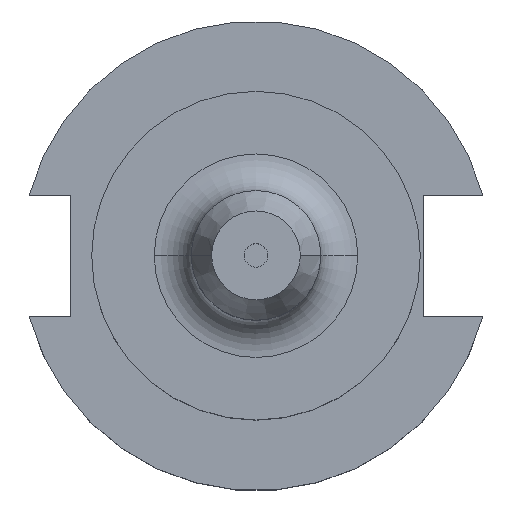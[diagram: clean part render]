
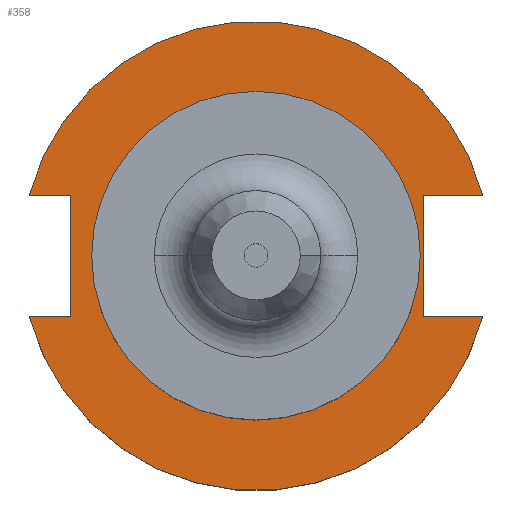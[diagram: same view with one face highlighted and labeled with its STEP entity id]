
A CAD part, top view. The second image highlights one B-rep face of the part: STEP entity #358.
In plain terms, the highlighted planar face has unit normal (0, 0, 1).
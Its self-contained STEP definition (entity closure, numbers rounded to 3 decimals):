
#22 = FACE_OUTER_BOUND ( 'NONE', #1505, .T. ) ;
#43 = CARTESIAN_POINT ( 'NONE',  ( -30.675, -8.191, 19.05 ) ) ;
#71 = DIRECTION ( 'NONE',  ( 1., 0., 0. ) ) ;
#82 = CARTESIAN_POINT ( 'NONE',  ( 0., 0., 19.05 ) ) ;
#102 = CARTESIAN_POINT ( 'NONE',  ( 22.225, 0., 19.05 ) ) ;
#105 = AXIS2_PLACEMENT_3D ( 'NONE', #193, #1553, #71 ) ;
#145 = VERTEX_POINT ( 'NONE', #1182 ) ;
#148 = ORIENTED_EDGE ( 'NONE', *, *, #1265, .F. ) ;
#167 = VECTOR ( 'NONE', #489, 1000. ) ;
#193 = CARTESIAN_POINT ( 'NONE',  ( 0., 0., 19.05 ) ) ;
#210 = ORIENTED_EDGE ( 'NONE', *, *, #1483, .F. ) ;
#247 = AXIS2_PLACEMENT_3D ( 'NONE', #82, #1206, #465 ) ;
#268 = LINE ( 'NONE', #1133, #426 ) ;
#273 = CARTESIAN_POINT ( 'NONE',  ( 22.606, 8.191, 19.05 ) ) ;
#313 = EDGE_CURVE ( 'NONE', #316, #1062, #1487, .T. ) ;
#316 = VERTEX_POINT ( 'NONE', #501 ) ;
#323 = ORIENTED_EDGE ( 'NONE', *, *, #484, .T. ) ;
#346 = EDGE_CURVE ( 'NONE', #1445, #1591, #645, .T. ) ;
#358 = ADVANCED_FACE ( 'NONE', ( #727, #22 ), #1464, .F. ) ;
#371 = EDGE_LOOP ( 'NONE', ( #679, #890 ) ) ;
#426 = VECTOR ( 'NONE', #1273, 1000. ) ;
#463 = ORIENTED_EDGE ( 'NONE', *, *, #313, .T. ) ;
#465 = DIRECTION ( 'NONE',  ( 1., 0., 0. ) ) ;
#471 = CARTESIAN_POINT ( 'NONE',  ( 0., 0., 19.05 ) ) ;
#477 = CARTESIAN_POINT ( 'NONE',  ( -25.091, -8.191, 19.05 ) ) ;
#480 = CARTESIAN_POINT ( 'NONE',  ( 0., 0., 19.05 ) ) ;
#484 = EDGE_CURVE ( 'NONE', #662, #1241, #268, .T. ) ;
#489 = DIRECTION ( 'NONE',  ( 0., -1., 0. ) ) ;
#499 = DIRECTION ( 'NONE',  ( -1., 0., 0. ) ) ;
#501 = CARTESIAN_POINT ( 'NONE',  ( 22.606, -8.191, 19.05 ) ) ;
#508 = LINE ( 'NONE', #1171, #898 ) ;
#574 = EDGE_CURVE ( 'NONE', #648, #802, #1093, .T. ) ;
#619 = DIRECTION ( 'NONE',  ( -1., 0., 0. ) ) ;
#634 = EDGE_CURVE ( 'NONE', #802, #648, #1460, .T. ) ;
#645 = CIRCLE ( 'NONE', #1256, 31.75 ) ;
#648 = VERTEX_POINT ( 'NONE', #722 ) ;
#662 = VERTEX_POINT ( 'NONE', #847 ) ;
#678 = CARTESIAN_POINT ( 'NONE',  ( -61.091, -8.191, 19.05 ) ) ;
#679 = ORIENTED_EDGE ( 'NONE', *, *, #634, .F. ) ;
#697 = AXIS2_PLACEMENT_3D ( 'NONE', #719, #982, #619 ) ;
#719 = CARTESIAN_POINT ( 'NONE',  ( 0., 22.225, 19.05 ) ) ;
#721 = EDGE_CURVE ( 'NONE', #145, #662, #896, .T. ) ;
#722 = CARTESIAN_POINT ( 'NONE',  ( -22.225, 0., 19.05 ) ) ;
#727 = FACE_BOUND ( 'NONE', #371, .T. ) ;
#731 = CARTESIAN_POINT ( 'NONE',  ( 0., 8.191, 19.05 ) ) ;
#740 = ORIENTED_EDGE ( 'NONE', *, *, #1493, .T. ) ;
#779 = ORIENTED_EDGE ( 'NONE', *, *, #812, .F. ) ;
#802 = VERTEX_POINT ( 'NONE', #102 ) ;
#812 = EDGE_CURVE ( 'NONE', #145, #1062, #1227, .T. ) ;
#815 = VECTOR ( 'NONE', #499, 1000. ) ;
#840 = DIRECTION ( 'NONE',  ( 1., 0., 0. ) ) ;
#847 = CARTESIAN_POINT ( 'NONE',  ( -30.675, 8.191, 19.05 ) ) ;
#848 = VECTOR ( 'NONE', #1330, 1000. ) ;
#853 = DIRECTION ( 'NONE',  ( 1., 0., 0. ) ) ;
#860 = VERTEX_POINT ( 'NONE', #477 ) ;
#890 = ORIENTED_EDGE ( 'NONE', *, *, #574, .F. ) ;
#896 = CIRCLE ( 'NONE', #105, 31.75 ) ;
#898 = VECTOR ( 'NONE', #1571, 1000. ) ;
#936 = DIRECTION ( 'NONE',  ( 1., 0., 0. ) ) ;
#953 = VECTOR ( 'NONE', #936, 1000. ) ;
#954 = AXIS2_PLACEMENT_3D ( 'NONE', #471, #1552, #840 ) ;
#981 = CARTESIAN_POINT ( 'NONE',  ( 30.675, -8.191, 19.05 ) ) ;
#982 = DIRECTION ( 'NONE',  ( 0., 0., -1. ) ) ;
#1062 = VERTEX_POINT ( 'NONE', #273 ) ;
#1093 = CIRCLE ( 'NONE', #954, 22.225 ) ;
#1133 = CARTESIAN_POINT ( 'NONE',  ( -61.091, 8.191, 19.05 ) ) ;
#1171 = CARTESIAN_POINT ( 'NONE',  ( 0., -8.191, 19.05 ) ) ;
#1182 = CARTESIAN_POINT ( 'NONE',  ( 30.675, 8.191, 19.05 ) ) ;
#1206 = DIRECTION ( 'NONE',  ( 0., 0., 1. ) ) ;
#1227 = LINE ( 'NONE', #731, #815 ) ;
#1232 = ORIENTED_EDGE ( 'NONE', *, *, #721, .T. ) ;
#1241 = VERTEX_POINT ( 'NONE', #1519 ) ;
#1256 = AXIS2_PLACEMENT_3D ( 'NONE', #480, #1579, #853 ) ;
#1265 = EDGE_CURVE ( 'NONE', #1445, #860, #1375, .T. ) ;
#1273 = DIRECTION ( 'NONE',  ( 1., 0., 0. ) ) ;
#1329 = LINE ( 'NONE', #1368, #167 ) ;
#1330 = DIRECTION ( 'NONE',  ( 0., 1., 0. ) ) ;
#1336 = CARTESIAN_POINT ( 'NONE',  ( 22.606, 22.225, 19.05 ) ) ;
#1342 = ORIENTED_EDGE ( 'NONE', *, *, #346, .T. ) ;
#1368 = CARTESIAN_POINT ( 'NONE',  ( -25.091, 8.191, 19.05 ) ) ;
#1375 = LINE ( 'NONE', #678, #953 ) ;
#1445 = VERTEX_POINT ( 'NONE', #43 ) ;
#1460 = CIRCLE ( 'NONE', #247, 22.225 ) ;
#1464 = PLANE ( 'NONE',  #697 ) ;
#1483 = EDGE_CURVE ( 'NONE', #316, #1591, #508, .T. ) ;
#1487 = LINE ( 'NONE', #1336, #848 ) ;
#1493 = EDGE_CURVE ( 'NONE', #1241, #860, #1329, .T. ) ;
#1505 = EDGE_LOOP ( 'NONE', ( #740, #148, #1342, #210, #463, #779, #1232, #323 ) ) ;
#1519 = CARTESIAN_POINT ( 'NONE',  ( -25.091, 8.191, 19.05 ) ) ;
#1552 = DIRECTION ( 'NONE',  ( 0., 0., 1. ) ) ;
#1553 = DIRECTION ( 'NONE',  ( 0., 0., 1. ) ) ;
#1571 = DIRECTION ( 'NONE',  ( 1., 0., 0. ) ) ;
#1579 = DIRECTION ( 'NONE',  ( 0., 0., 1. ) ) ;
#1591 = VERTEX_POINT ( 'NONE', #981 ) ;
